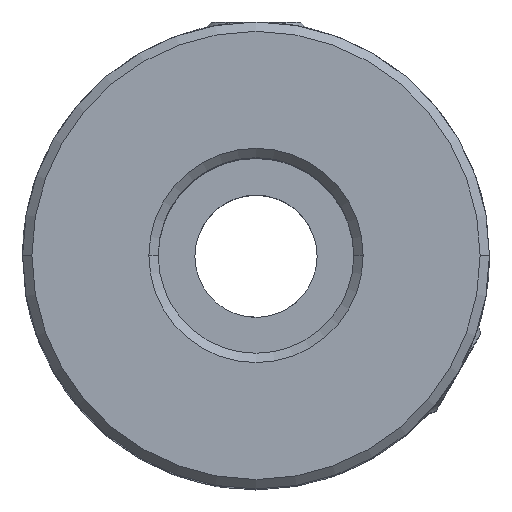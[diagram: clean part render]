
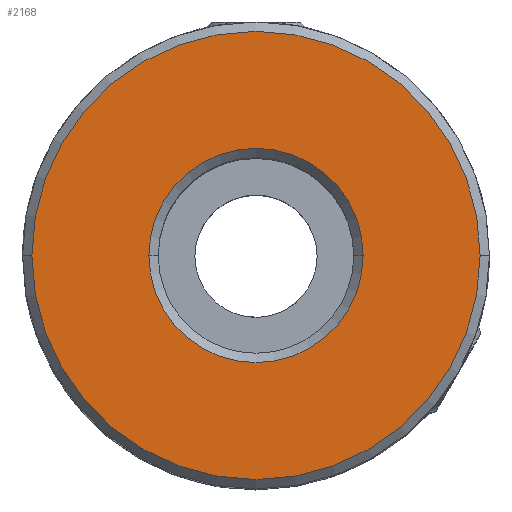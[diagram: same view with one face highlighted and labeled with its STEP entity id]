
A CAD part, top view. The second image highlights one B-rep face of the part: STEP entity #2168.
In plain terms, the highlighted planar face has unit normal (0, 0, 1).
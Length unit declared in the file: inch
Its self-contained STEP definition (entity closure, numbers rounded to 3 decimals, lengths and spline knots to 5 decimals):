
#96 = CARTESIAN_POINT ( 'NONE',  ( 0., 0., 0.5 ) ) ;
#121 = ORIENTED_EDGE ( 'NONE', *, *, #4394, .T. ) ;
#343 = AXIS2_PLACEMENT_3D ( 'NONE', #5101, #2256, #2225 ) ;
#378 = AXIS2_PLACEMENT_3D ( 'NONE', #2855, #471, #1884 ) ;
#405 = VERTEX_POINT ( 'NONE', #2423 ) ;
#471 = DIRECTION ( 'NONE',  ( 0., 0., 1. ) ) ;
#559 = VERTEX_POINT ( 'NONE', #705 ) ;
#583 = CIRCLE ( 'NONE', #2150, 0.36094 ) ;
#646 = AXIS2_PLACEMENT_3D ( 'NONE', #4556, #890, #2689 ) ;
#652 = CIRCLE ( 'NONE', #646, 0.17252 ) ;
#705 = CARTESIAN_POINT ( 'NONE',  ( 0.17252, 0., 0.5 ) ) ;
#890 = DIRECTION ( 'NONE',  ( 0., 0., -1. ) ) ;
#1134 = ORIENTED_EDGE ( 'NONE', *, *, #3885, .T. ) ;
#1215 = CARTESIAN_POINT ( 'NONE',  ( -0.36094, 0., 0.5 ) ) ;
#1649 = AXIS2_PLACEMENT_3D ( 'NONE', #4094, #5471, #4966 ) ;
#1674 = FACE_BOUND ( 'NONE', #2278, .T. ) ;
#1884 = DIRECTION ( 'NONE',  ( 1., 0., 0. ) ) ;
#2150 = AXIS2_PLACEMENT_3D ( 'NONE', #96, #5172, #2814 ) ;
#2168 = ADVANCED_FACE ( 'NONE', ( #2911, #1674 ), #5979, .T. ) ;
#2225 = DIRECTION ( 'NONE',  ( 1., 0., 0. ) ) ;
#2255 = EDGE_LOOP ( 'NONE', ( #3123, #1134 ) ) ;
#2256 = DIRECTION ( 'NONE',  ( 0., 0., -1. ) ) ;
#2278 = EDGE_LOOP ( 'NONE', ( #121, #2847 ) ) ;
#2307 = VERTEX_POINT ( 'NONE', #2706 ) ;
#2423 = CARTESIAN_POINT ( 'NONE',  ( 0.36094, 0., 0.5 ) ) ;
#2454 = CIRCLE ( 'NONE', #378, 0.36094 ) ;
#2689 = DIRECTION ( 'NONE',  ( 1., 0., 0. ) ) ;
#2706 = CARTESIAN_POINT ( 'NONE',  ( -0.17252, 0., 0.5 ) ) ;
#2814 = DIRECTION ( 'NONE',  ( 1., 0., 0. ) ) ;
#2847 = ORIENTED_EDGE ( 'NONE', *, *, #4439, .T. ) ;
#2855 = CARTESIAN_POINT ( 'NONE',  ( 0., 0., 0.5 ) ) ;
#2911 = FACE_OUTER_BOUND ( 'NONE', #2255, .T. ) ;
#3123 = ORIENTED_EDGE ( 'NONE', *, *, #3867, .T. ) ;
#3867 = EDGE_CURVE ( 'NONE', #4331, #405, #2454, .T. ) ;
#3885 = EDGE_CURVE ( 'NONE', #405, #4331, #583, .T. ) ;
#4061 = CIRCLE ( 'NONE', #343, 0.17252 ) ;
#4094 = CARTESIAN_POINT ( 'NONE',  ( 0., 0., 0.5 ) ) ;
#4331 = VERTEX_POINT ( 'NONE', #1215 ) ;
#4394 = EDGE_CURVE ( 'NONE', #559, #2307, #4061, .T. ) ;
#4439 = EDGE_CURVE ( 'NONE', #2307, #559, #652, .T. ) ;
#4556 = CARTESIAN_POINT ( 'NONE',  ( 0., 0., 0.5 ) ) ;
#4966 = DIRECTION ( 'NONE',  ( 1., 0., 0. ) ) ;
#5101 = CARTESIAN_POINT ( 'NONE',  ( 0., 0., 0.5 ) ) ;
#5172 = DIRECTION ( 'NONE',  ( 0., 0., 1. ) ) ;
#5471 = DIRECTION ( 'NONE',  ( 0., 0., 1. ) ) ;
#5979 = PLANE ( 'NONE',  #1649 ) ;
